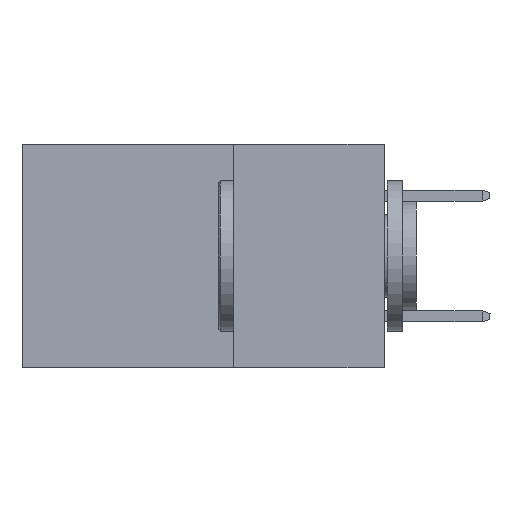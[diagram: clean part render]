
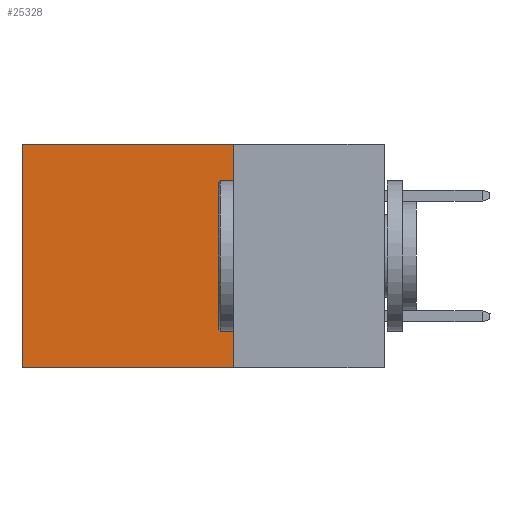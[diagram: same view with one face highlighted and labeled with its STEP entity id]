
A CAD part, left-side view. The second image highlights one B-rep face of the part: STEP entity #25328.
In plain terms, the highlighted planar face has unit normal (-1, 0, 0).
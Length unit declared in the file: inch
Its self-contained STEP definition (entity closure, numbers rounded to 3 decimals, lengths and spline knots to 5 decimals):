
#445 = ORIENTED_EDGE ( 'NONE', *, *, #21697, .T. ) ;
#1223 = ORIENTED_EDGE ( 'NONE', *, *, #24795, .F. ) ;
#2314 = FACE_OUTER_BOUND ( 'NONE', #15889, .T. ) ;
#2797 = VERTEX_POINT ( 'NONE', #18842 ) ;
#3116 = LINE ( 'NONE', #20943, #12434 ) ;
#3185 = CARTESIAN_POINT ( 'NONE',  ( 0.298, 0.25, -0.37 ) ) ;
#3209 = DIRECTION ( 'NONE',  ( 0., 1., 0. ) ) ;
#4618 = LINE ( 'NONE', #7804, #10496 ) ;
#7691 = DIRECTION ( 'NONE',  ( 0., 0., -1. ) ) ;
#7705 = VERTEX_POINT ( 'NONE', #3185 ) ;
#7804 = CARTESIAN_POINT ( 'NONE',  ( 0.298, 0.25, -0.37 ) ) ;
#7807 = DIRECTION ( 'NONE',  ( 0., 0., -1. ) ) ;
#7990 = ORIENTED_EDGE ( 'NONE', *, *, #24179, .F. ) ;
#8404 = LINE ( 'NONE', #23502, #16118 ) ;
#10496 = VECTOR ( 'NONE', #21489, 39.37008 ) ;
#11210 = PLANE ( 'NONE',  #13186 ) ;
#11884 = CARTESIAN_POINT ( 'NONE',  ( 0.298, 0.25, 0. ) ) ;
#12434 = VECTOR ( 'NONE', #3209, 39.37008 ) ;
#12766 = VERTEX_POINT ( 'NONE', #21369 ) ;
#13151 = DIRECTION ( 'NONE',  ( 0., 0., -1. ) ) ;
#13186 = AXIS2_PLACEMENT_3D ( 'NONE', #19065, #24850, #13151 ) ;
#14751 = VECTOR ( 'NONE', #7691, 39.37008 ) ;
#15889 = EDGE_LOOP ( 'NONE', ( #16221, #7990, #1223, #445 ) ) ;
#16118 = VECTOR ( 'NONE', #7807, 39.37008 ) ;
#16221 = ORIENTED_EDGE ( 'NONE', *, *, #20547, .T. ) ;
#18842 = CARTESIAN_POINT ( 'NONE',  ( 0.298, 0.6, -0.37 ) ) ;
#19065 = CARTESIAN_POINT ( 'NONE',  ( 0.298, 0.25, 0. ) ) ;
#19430 = CARTESIAN_POINT ( 'NONE',  ( 0.298, 0.25, 0. ) ) ;
#20547 = EDGE_CURVE ( 'NONE', #12766, #2797, #8404, .T. ) ;
#20943 = CARTESIAN_POINT ( 'NONE',  ( 0.298, 0.25, 0. ) ) ;
#21369 = CARTESIAN_POINT ( 'NONE',  ( 0.298, 0.6, 0. ) ) ;
#21489 = DIRECTION ( 'NONE',  ( 0., 1., 0. ) ) ;
#21697 = EDGE_CURVE ( 'NONE', #22974, #12766, #3116, .T. ) ;
#22974 = VERTEX_POINT ( 'NONE', #11884 ) ;
#23502 = CARTESIAN_POINT ( 'NONE',  ( 0.298, 0.6, 0. ) ) ;
#24179 = EDGE_CURVE ( 'NONE', #7705, #2797, #4618, .T. ) ;
#24795 = EDGE_CURVE ( 'NONE', #22974, #7705, #25106, .T. ) ;
#24850 = DIRECTION ( 'NONE',  ( 1., 0., 0. ) ) ;
#25106 = LINE ( 'NONE', #19430, #14751 ) ;
#25328 = ADVANCED_FACE ( 'NONE', ( #2314 ), #11210, .F. ) ;
